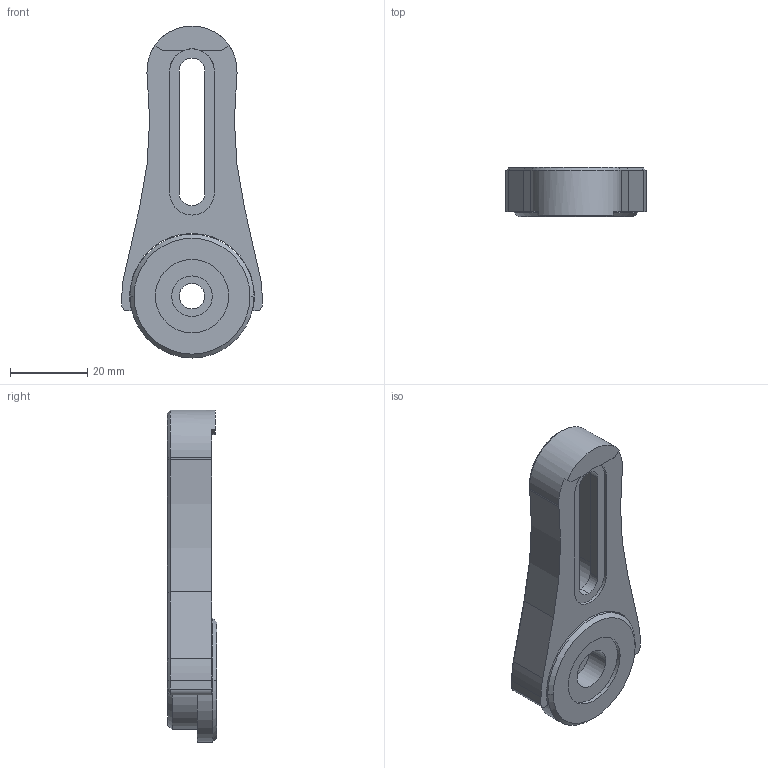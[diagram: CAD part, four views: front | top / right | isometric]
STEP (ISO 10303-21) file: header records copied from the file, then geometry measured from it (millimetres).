
FILE_DESCRIPTION (( 'STEP AP203' ), '1' );
FILE_NAME ('523650.STEP', '2020-07-27T07:50:17', ( '' ), ( '' ), 'SwSTEP 2.0', 'SolidWorks 2019', '' );
FILE_SCHEMA (( 'CONFIG_CONTROL_DESIGN' ));
Length unit declared in the file: millimetre
Products named in the file (1): 523650
Bounding box: 36.32 x 12.75 x 85.98 mm (x, y, z)
Volume: 17603.2 mm3; surface area: 9028.6 mm2
Topology: 2 solids, 2 shells, 111 faces, 277 edges, 175 vertices
Faces by surface type: cylinder 46, plane 45, cone 20
Entity records: 3435 total; most frequent: CARTESIAN_POINT 639, DIRECTION 596, ORIENTED_EDGE 554, EDGE_CURVE 277, AXIS2_PLACEMENT_3D 224, VERTEX_POINT 175, LINE 148, VECTOR 148
